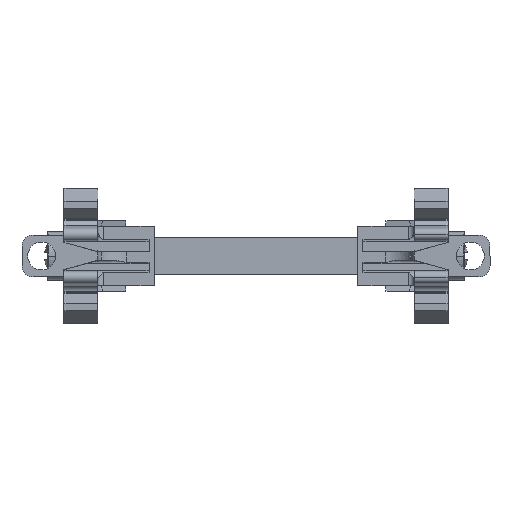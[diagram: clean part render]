
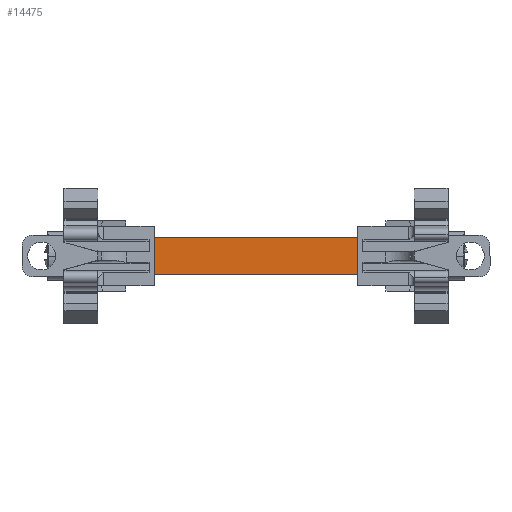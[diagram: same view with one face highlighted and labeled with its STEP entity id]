
A CAD part, front view. The second image highlights one B-rep face of the part: STEP entity #14475.
In plain terms, the highlighted planar face has unit normal (0, -1, 0).
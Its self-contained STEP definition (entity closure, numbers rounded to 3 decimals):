
#1560 = DIRECTION ( 'NONE',  ( -1., 0., 0. ) ) ;
#1562 = CARTESIAN_POINT ( 'NONE',  ( -91.055, -45.464, 99.257 ) ) ;
#1565 = LINE ( 'NONE', #1562, #11161 ) ;
#1674 = LINE ( 'NONE', #1681, #11280 ) ;
#1681 = CARTESIAN_POINT ( 'NONE',  ( -42.775, -45.464, 99.257 ) ) ;
#1688 = DIRECTION ( 'NONE',  ( -1., 0., 0. ) ) ;
#1693 = LINE ( 'NONE', #1708, #11253 ) ;
#1708 = CARTESIAN_POINT ( 'NONE',  ( -91.055, -45.464, 92.757 ) ) ;
#1711 = DIRECTION ( 'NONE',  ( 0., 0., -1. ) ) ;
#1715 = CARTESIAN_POINT ( 'NONE',  ( -78.875, -45.464, 99.257 ) ) ;
#1727 = DIRECTION ( 'NONE',  ( 0., 0., 1. ) ) ;
#1752 = LINE ( 'NONE', #1715, #11261 ) ;
#3978 = CARTESIAN_POINT ( 'NONE',  ( -42.775, -45.464, 92.757 ) ) ;
#3990 = CARTESIAN_POINT ( 'NONE',  ( -42.775, -45.464, 99.257 ) ) ;
#4060 = CARTESIAN_POINT ( 'NONE',  ( -78.875, -45.464, 99.257 ) ) ;
#4064 = CARTESIAN_POINT ( 'NONE',  ( -78.875, -45.464, 92.757 ) ) ;
#4616 = EDGE_LOOP ( 'NONE', ( #17834, #16558, #16579, #16593 ) ) ;
#5408 = EDGE_CURVE ( 'NONE', #18546, #18584, #1565, .T. ) ;
#5493 = EDGE_CURVE ( 'NONE', #18546, #18564, #1674, .T. ) ;
#5507 = EDGE_CURVE ( 'NONE', #18564, #18587, #1693, .T. ) ;
#5527 = EDGE_CURVE ( 'NONE', #18587, #18584, #1752, .T. ) ;
#11161 = VECTOR ( 'NONE', #1560, 1000. ) ;
#11253 = VECTOR ( 'NONE', #1688, 1000. ) ;
#11261 = VECTOR ( 'NONE', #1727, 1000. ) ;
#11280 = VECTOR ( 'NONE', #1711, 1000. ) ;
#11878 = PLANE ( 'NONE',  #19630 ) ;
#11915 = CARTESIAN_POINT ( 'NONE',  ( -91.055, -45.464, 99.257 ) ) ;
#11934 = DIRECTION ( 'NONE',  ( 0., 0., 1. ) ) ;
#11947 = DIRECTION ( 'NONE',  ( 0., 1., 0. ) ) ;
#11950 = FACE_OUTER_BOUND ( 'NONE', #4616, .T. ) ;
#14475 = ADVANCED_FACE ( 'NONE', ( #11950 ), #11878, .F. ) ;
#16558 = ORIENTED_EDGE ( 'NONE', *, *, #5408, .T. ) ;
#16579 = ORIENTED_EDGE ( 'NONE', *, *, #5527, .F. ) ;
#16593 = ORIENTED_EDGE ( 'NONE', *, *, #5507, .F. ) ;
#17834 = ORIENTED_EDGE ( 'NONE', *, *, #5493, .F. ) ;
#18546 = VERTEX_POINT ( 'NONE', #3990 ) ;
#18564 = VERTEX_POINT ( 'NONE', #3978 ) ;
#18584 = VERTEX_POINT ( 'NONE', #4060 ) ;
#18587 = VERTEX_POINT ( 'NONE', #4064 ) ;
#19630 = AXIS2_PLACEMENT_3D ( 'NONE', #11915, #11947, #11934 ) ;
